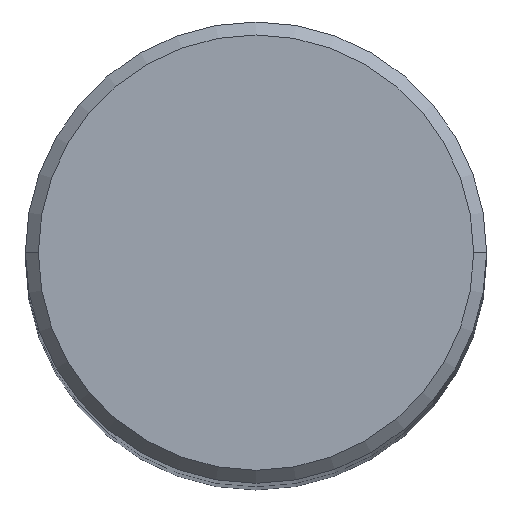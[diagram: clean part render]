
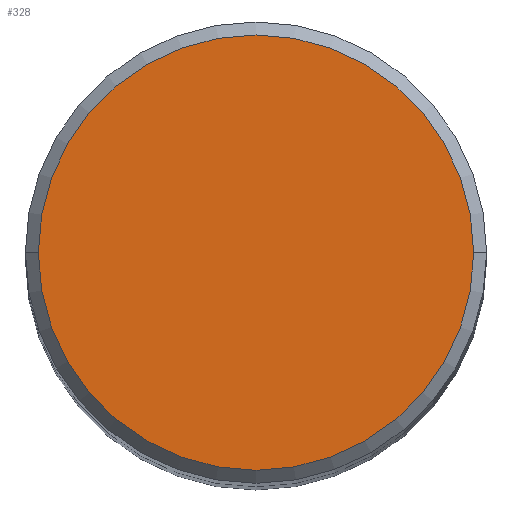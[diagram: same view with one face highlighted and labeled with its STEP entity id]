
A CAD part, top view. The second image highlights one B-rep face of the part: STEP entity #328.
In plain terms, the highlighted planar face has unit normal (0, 0, 1).
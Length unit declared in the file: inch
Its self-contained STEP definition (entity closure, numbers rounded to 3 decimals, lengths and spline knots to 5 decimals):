
#5 = CARTESIAN_POINT ( 'NONE',  ( 0., 0., 0. ) ) ;
#7 = ORIENTED_EDGE ( 'NONE', *, *, #16, .T. ) ;
#16 = EDGE_CURVE ( 'NONE', #217, #47, #309, .T. ) ;
#47 = VERTEX_POINT ( 'NONE', #316 ) ;
#54 = AXIS2_PLACEMENT_3D ( 'NONE', #5, #253, #76 ) ;
#76 = DIRECTION ( 'NONE',  ( 1., 0., 0. ) ) ;
#86 = AXIS2_PLACEMENT_3D ( 'NONE', #189, #194, #258 ) ;
#121 = DIRECTION ( 'NONE',  ( 0., 0., 1. ) ) ;
#136 = ORIENTED_EDGE ( 'NONE', *, *, #193, .T. ) ;
#149 = AXIS2_PLACEMENT_3D ( 'NONE', #274, #121, #276 ) ;
#165 = FACE_OUTER_BOUND ( 'NONE', #334, .T. ) ;
#189 = CARTESIAN_POINT ( 'NONE',  ( 0., 0.33435, 0. ) ) ;
#193 = EDGE_CURVE ( 'NONE', #47, #217, #324, .T. ) ;
#194 = DIRECTION ( 'NONE',  ( 0., 0., -1. ) ) ;
#217 = VERTEX_POINT ( 'NONE', #331 ) ;
#253 = DIRECTION ( 'NONE',  ( 0., 0., 1. ) ) ;
#258 = DIRECTION ( 'NONE',  ( -1., 0., 0. ) ) ;
#274 = CARTESIAN_POINT ( 'NONE',  ( 0., 0., 0. ) ) ;
#276 = DIRECTION ( 'NONE',  ( 1., 0., 0. ) ) ;
#309 = CIRCLE ( 'NONE', #54, 0.33435 ) ;
#312 = PLANE ( 'NONE',  #86 ) ;
#316 = CARTESIAN_POINT ( 'NONE',  ( -0.33435, 0., 0. ) ) ;
#324 = CIRCLE ( 'NONE', #149, 0.33435 ) ;
#328 = ADVANCED_FACE ( 'NONE', ( #165 ), #312, .F. ) ;
#331 = CARTESIAN_POINT ( 'NONE',  ( 0.33435, 0., 0. ) ) ;
#334 = EDGE_LOOP ( 'NONE', ( #136, #7 ) ) ;
